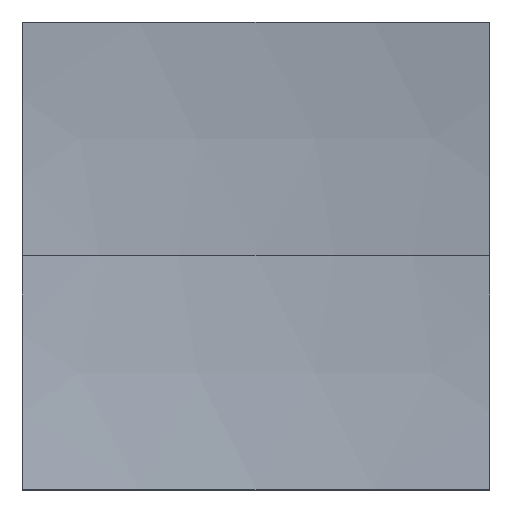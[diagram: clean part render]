
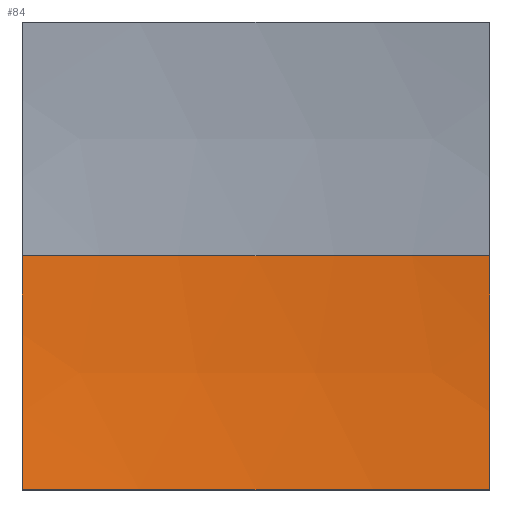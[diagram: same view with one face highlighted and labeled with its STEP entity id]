
A CAD part, top view. The second image highlights one B-rep face of the part: STEP entity #84.
In plain terms, the highlighted spherical face has radius 200 mm.
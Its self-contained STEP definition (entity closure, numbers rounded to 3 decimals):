
#11 = ORIENTED_EDGE ( 'NONE', *, *, #15, .T. ) ;
#12 = CARTESIAN_POINT ( 'NONE',  ( 0., 0., 9. ) ) ;
#15 = EDGE_CURVE ( 'NONE', #228, #64, #40, .T. ) ;
#16 = ORIENTED_EDGE ( 'NONE', *, *, #90, .T. ) ;
#18 = DIRECTION ( 'NONE',  ( 0., -1., 0. ) ) ;
#20 = CIRCLE ( 'NONE', #30, 198.431 ) ;
#22 = CARTESIAN_POINT ( 'NONE',  ( -25., 0., 10.569 ) ) ;
#23 = DIRECTION ( 'NONE',  ( 0., 1., 0. ) ) ;
#28 = EDGE_CURVE ( 'NONE', #137, #64, #54, .T. ) ;
#29 = SPHERICAL_SURFACE ( 'NONE', #208, 200. ) ;
#30 = AXIS2_PLACEMENT_3D ( 'NONE', #168, #207, #32 ) ;
#31 = CARTESIAN_POINT ( 'NONE',  ( 25., 0., 10.569 ) ) ;
#32 = DIRECTION ( 'NONE',  ( 0., 0., 1. ) ) ;
#40 = CIRCLE ( 'NONE', #215, 198.431 ) ;
#41 = CARTESIAN_POINT ( 'NONE',  ( -25., 0., 209. ) ) ;
#42 = DIRECTION ( 'NONE',  ( 0., 1., 0. ) ) ;
#54 = CIRCLE ( 'NONE', #195, 200. ) ;
#57 = EDGE_LOOP ( 'NONE', ( #238, #16, #119, #244, #11 ) ) ;
#61 = EDGE_CURVE ( 'NONE', #127, #209, #115, .T. ) ;
#64 = VERTEX_POINT ( 'NONE', #31 ) ;
#72 = CARTESIAN_POINT ( 'NONE',  ( 0., 0., 209. ) ) ;
#84 = ADVANCED_FACE ( 'NONE', ( #167 ), #29, .F. ) ;
#90 = EDGE_CURVE ( 'NONE', #137, #209, #102, .T. ) ;
#93 = DIRECTION ( 'NONE',  ( 0., 1., 0. ) ) ;
#100 = EDGE_CURVE ( 'NONE', #228, #127, #20, .T. ) ;
#102 = CIRCLE ( 'NONE', #239, 200. ) ;
#110 = DIRECTION ( 'NONE',  ( 1., 0., 0. ) ) ;
#115 = CIRCLE ( 'NONE', #249, 198.431 ) ;
#119 = ORIENTED_EDGE ( 'NONE', *, *, #61, .F. ) ;
#124 = CARTESIAN_POINT ( 'NONE',  ( 0., 0., 209. ) ) ;
#127 = VERTEX_POINT ( 'NONE', #227 ) ;
#137 = VERTEX_POINT ( 'NONE', #12 ) ;
#158 = CARTESIAN_POINT ( 'NONE',  ( 25., 0., 209. ) ) ;
#167 = FACE_OUTER_BOUND ( 'NONE', #57, .T. ) ;
#168 = CARTESIAN_POINT ( 'NONE',  ( 0., -25., 209. ) ) ;
#179 = CARTESIAN_POINT ( 'NONE',  ( 25., -25., 12.15 ) ) ;
#187 = DIRECTION ( 'NONE',  ( 0., 1., 0. ) ) ;
#189 = DIRECTION ( 'NONE',  ( -1., 0., 0. ) ) ;
#195 = AXIS2_PLACEMENT_3D ( 'NONE', #124, #18, #198 ) ;
#197 = DIRECTION ( 'NONE',  ( 1., 0., 0. ) ) ;
#198 = DIRECTION ( 'NONE',  ( 0., 0., -1. ) ) ;
#207 = DIRECTION ( 'NONE',  ( 0., 1., 0. ) ) ;
#208 = AXIS2_PLACEMENT_3D ( 'NONE', #72, #93, #110 ) ;
#209 = VERTEX_POINT ( 'NONE', #22 ) ;
#215 = AXIS2_PLACEMENT_3D ( 'NONE', #158, #217, #42 ) ;
#217 = DIRECTION ( 'NONE',  ( 1., 0., 0. ) ) ;
#227 = CARTESIAN_POINT ( 'NONE',  ( -25., -25., 12.15 ) ) ;
#228 = VERTEX_POINT ( 'NONE', #179 ) ;
#238 = ORIENTED_EDGE ( 'NONE', *, *, #28, .F. ) ;
#239 = AXIS2_PLACEMENT_3D ( 'NONE', #241, #187, #189 ) ;
#241 = CARTESIAN_POINT ( 'NONE',  ( 0., 0., 209. ) ) ;
#244 = ORIENTED_EDGE ( 'NONE', *, *, #100, .F. ) ;
#249 = AXIS2_PLACEMENT_3D ( 'NONE', #41, #197, #23 ) ;
